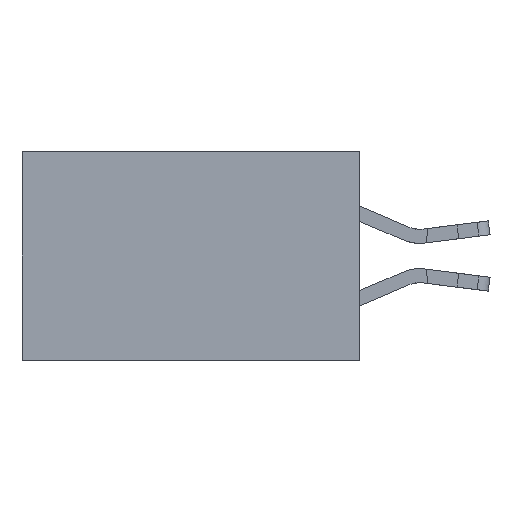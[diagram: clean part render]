
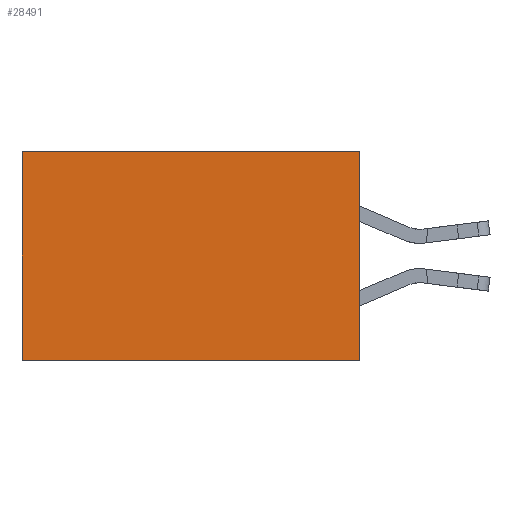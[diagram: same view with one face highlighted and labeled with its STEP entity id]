
A CAD part, left-side view. The second image highlights one B-rep face of the part: STEP entity #28491.
In plain terms, the highlighted planar face has unit normal (-1, 0, 0).
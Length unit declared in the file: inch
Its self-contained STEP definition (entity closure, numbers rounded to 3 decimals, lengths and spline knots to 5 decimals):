
#123 = VERTEX_POINT ( 'NONE', #26972 ) ;
#786 = VECTOR ( 'NONE', #29920, 39.37008 ) ;
#2586 = VECTOR ( 'NONE', #19485, 39.37008 ) ;
#3453 = EDGE_CURVE ( 'NONE', #123, #13835, #30064, .T. ) ;
#6622 = CARTESIAN_POINT ( 'NONE',  ( 0.2875, 0., 0. ) ) ;
#7611 = EDGE_CURVE ( 'NONE', #29903, #28910, #7890, .T. ) ;
#7890 = LINE ( 'NONE', #16444, #23480 ) ;
#8569 = CARTESIAN_POINT ( 'NONE',  ( 0.2875, 0., -0.37 ) ) ;
#10395 = EDGE_LOOP ( 'NONE', ( #23430, #14933, #30278, #32932 ) ) ;
#10651 = CARTESIAN_POINT ( 'NONE',  ( 0.2875, 0., 0. ) ) ;
#11110 = EDGE_CURVE ( 'NONE', #13835, #28910, #25589, .T. ) ;
#12000 = VECTOR ( 'NONE', #16821, 39.37008 ) ;
#12309 = CARTESIAN_POINT ( 'NONE',  ( 0.2875, 0., 0. ) ) ;
#13835 = VERTEX_POINT ( 'NONE', #8569 ) ;
#14368 = LINE ( 'NONE', #12309, #786 ) ;
#14860 = CARTESIAN_POINT ( 'NONE',  ( 0.2875, 0.6, -0.37 ) ) ;
#14933 = ORIENTED_EDGE ( 'NONE', *, *, #11110, .F. ) ;
#16444 = CARTESIAN_POINT ( 'NONE',  ( 0.2875, 0.6, 0. ) ) ;
#16582 = CARTESIAN_POINT ( 'NONE',  ( 0.2875, 0., -0.37 ) ) ;
#16821 = DIRECTION ( 'NONE',  ( 0., 1., 0. ) ) ;
#17099 = EDGE_CURVE ( 'NONE', #123, #29903, #14368, .T. ) ;
#19341 = FACE_OUTER_BOUND ( 'NONE', #10395, .T. ) ;
#19485 = DIRECTION ( 'NONE',  ( 0., 0., -1. ) ) ;
#23430 = ORIENTED_EDGE ( 'NONE', *, *, #7611, .T. ) ;
#23480 = VECTOR ( 'NONE', #32777, 39.37008 ) ;
#25589 = LINE ( 'NONE', #16582, #12000 ) ;
#25955 = PLANE ( 'NONE',  #27368 ) ;
#26972 = CARTESIAN_POINT ( 'NONE',  ( 0.2875, 0., 0. ) ) ;
#27368 = AXIS2_PLACEMENT_3D ( 'NONE', #10651, #28476, #31034 ) ;
#28476 = DIRECTION ( 'NONE',  ( 1., 0., 0. ) ) ;
#28491 = ADVANCED_FACE ( 'NONE', ( #19341 ), #25955, .F. ) ;
#28910 = VERTEX_POINT ( 'NONE', #14860 ) ;
#29903 = VERTEX_POINT ( 'NONE', #31607 ) ;
#29920 = DIRECTION ( 'NONE',  ( 0., 1., 0. ) ) ;
#30064 = LINE ( 'NONE', #6622, #2586 ) ;
#30278 = ORIENTED_EDGE ( 'NONE', *, *, #3453, .F. ) ;
#31034 = DIRECTION ( 'NONE',  ( 0., 0., -1. ) ) ;
#31607 = CARTESIAN_POINT ( 'NONE',  ( 0.2875, 0.6, 0. ) ) ;
#32777 = DIRECTION ( 'NONE',  ( 0., 0., -1. ) ) ;
#32932 = ORIENTED_EDGE ( 'NONE', *, *, #17099, .T. ) ;
